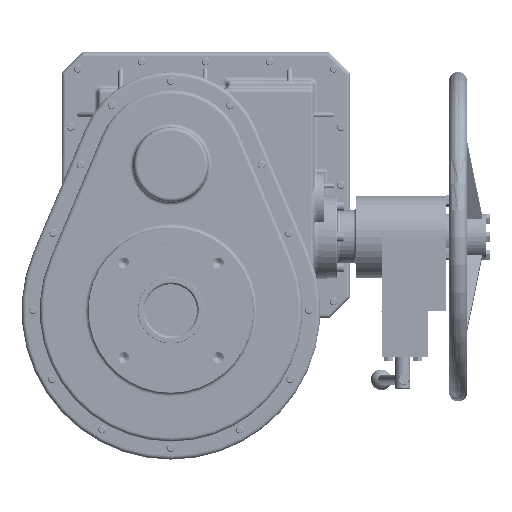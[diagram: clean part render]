
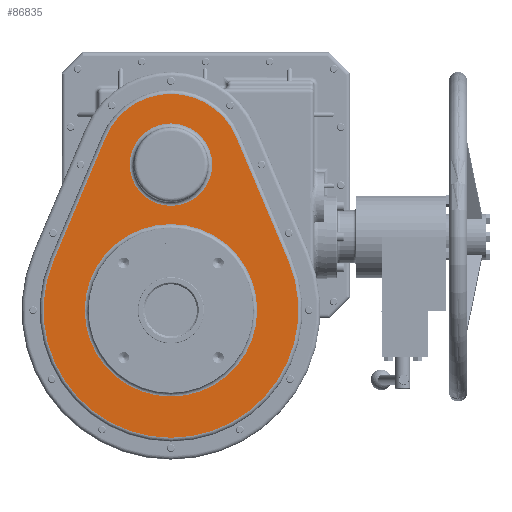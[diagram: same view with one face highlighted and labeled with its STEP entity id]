
A CAD part, front view. The second image highlights one B-rep face of the part: STEP entity #86835.
In plain terms, the highlighted planar face has unit normal (0, -1, 0).
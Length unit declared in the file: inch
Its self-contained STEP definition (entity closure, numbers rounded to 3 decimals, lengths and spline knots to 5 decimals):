
#318 = VECTOR ( 'NONE', #37728, 39.37008 ) ;
#334 = EDGE_CURVE ( 'NONE', #100549, #69123, #100411, .T. ) ;
#1918 = EDGE_CURVE ( 'NONE', #114730, #106235, #111880, .T. ) ;
#2415 = CIRCLE ( 'NONE', #35336, 6.1875 ) ;
#3276 = DIRECTION ( 'NONE',  ( 0., 0., 1. ) ) ;
#3851 = CIRCLE ( 'NONE', #17145, 3.4375 ) ;
#4582 = ORIENTED_EDGE ( 'NONE', *, *, #117728, .T. ) ;
#6962 = CARTESIAN_POINT ( 'NONE',  ( 0., -4.43, 0. ) ) ;
#8618 = DIRECTION ( 'NONE',  ( 0., 0., 1. ) ) ;
#10411 = CARTESIAN_POINT ( 'NONE',  ( 3.16688, -4.43, -8.40789 ) ) ;
#16394 = DIRECTION ( 'NONE',  ( 0., 0., 1. ) ) ;
#16690 = CARTESIAN_POINT ( 'NONE',  ( 0., -4.43, 4.1875 ) ) ;
#17145 = AXIS2_PLACEMENT_3D ( 'NONE', #75606, #19236, #85033 ) ;
#19236 = DIRECTION ( 'NONE',  ( 0., -1., 0. ) ) ;
#20658 = ORIENTED_EDGE ( 'NONE', *, *, #1918, .T. ) ;
#21332 = AXIS2_PLACEMENT_3D ( 'NONE', #45455, #111351, #54948 ) ;
#21868 = CARTESIAN_POINT ( 'NONE',  ( 0., -4.43, 0. ) ) ;
#22318 = CARTESIAN_POINT ( 'NONE',  ( 0., -4.43, -4.1875 ) ) ;
#23193 = FACE_OUTER_BOUND ( 'NONE', #59475, .T. ) ;
#27221 = EDGE_CURVE ( 'NONE', #90042, #100549, #54548, .T. ) ;
#31277 = DIRECTION ( 'NONE',  ( 0., 0., 1. ) ) ;
#31454 = CARTESIAN_POINT ( 'NONE',  ( 0., -4.43, 0. ) ) ;
#31896 = CARTESIAN_POINT ( 'NONE',  ( -3.16688, -4.43, -8.40789 ) ) ;
#32300 = CIRCLE ( 'NONE', #74521, 4.1875 ) ;
#33058 = CIRCLE ( 'NONE', #73430, 4.1875 ) ;
#35336 = AXIS2_PLACEMENT_3D ( 'NONE', #103495, #47101, #112969 ) ;
#35686 = PLANE ( 'NONE',  #55500 ) ;
#37728 = DIRECTION ( 'NONE',  ( 0.389, 0., -0.921 ) ) ;
#38155 = VERTEX_POINT ( 'NONE', #22318 ) ;
#38600 = EDGE_CURVE ( 'NONE', #55311, #89948, #86908, .T. ) ;
#40329 = ORIENTED_EDGE ( 'NONE', *, *, #101474, .T. ) ;
#40813 = VERTEX_POINT ( 'NONE', #16690 ) ;
#40894 = DIRECTION ( 'NONE',  ( 0., 0., 1. ) ) ;
#42767 = ORIENTED_EDGE ( 'NONE', *, *, #334, .T. ) ;
#45194 = FACE_BOUND ( 'NONE', #74909, .T. ) ;
#45429 = ORIENTED_EDGE ( 'NONE', *, *, #27221, .T. ) ;
#45455 = CARTESIAN_POINT ( 'NONE',  ( 0., -4.43, -7.071 ) ) ;
#46314 = CIRCLE ( 'NONE', #21332, 2. ) ;
#47101 = DIRECTION ( 'NONE',  ( 0., -1., 0. ) ) ;
#51101 = FACE_BOUND ( 'NONE', #103725, .T. ) ;
#54548 = CIRCLE ( 'NONE', #56874, 6.1875 ) ;
#54948 = DIRECTION ( 'NONE',  ( 0., 0., 1. ) ) ;
#55311 = VERTEX_POINT ( 'NONE', #95284 ) ;
#55416 = AXIS2_PLACEMENT_3D ( 'NONE', #115963, #59567, #3276 ) ;
#55500 = AXIS2_PLACEMENT_3D ( 'NONE', #92920, #64909, #8618 ) ;
#56874 = AXIS2_PLACEMENT_3D ( 'NONE', #6962, #72755, #16394 ) ;
#57978 = EDGE_CURVE ( 'NONE', #38155, #40813, #33058, .T. ) ;
#59475 = EDGE_LOOP ( 'NONE', ( #91498, #45429, #42767, #83777, #20658 ) ) ;
#59567 = DIRECTION ( 'NONE',  ( 0., 1., 0. ) ) ;
#60415 = CARTESIAN_POINT ( 'NONE',  ( 0., -4.43, 6.1875 ) ) ;
#61779 = VECTOR ( 'NONE', #72802, 39.37008 ) ;
#64909 = DIRECTION ( 'NONE',  ( 0., 1., 0. ) ) ;
#66674 = ORIENTED_EDGE ( 'NONE', *, *, #38600, .T. ) ;
#67867 = CARTESIAN_POINT ( 'NONE',  ( 0., -4.43, -9.071 ) ) ;
#69123 = VERTEX_POINT ( 'NONE', #31896 ) ;
#72755 = DIRECTION ( 'NONE',  ( 0., -1., 0. ) ) ;
#72802 = DIRECTION ( 'NONE',  ( 0.389, 0., 0.921 ) ) ;
#73430 = AXIS2_PLACEMENT_3D ( 'NONE', #31454, #97311, #40894 ) ;
#74521 = AXIS2_PLACEMENT_3D ( 'NONE', #21868, #87718, #31277 ) ;
#74909 = EDGE_LOOP ( 'NONE', ( #4582, #76489 ) ) ;
#75606 = CARTESIAN_POINT ( 'NONE',  ( 0., -4.43, -7.071 ) ) ;
#76489 = ORIENTED_EDGE ( 'NONE', *, *, #57978, .T. ) ;
#80904 = EDGE_CURVE ( 'NONE', #69123, #114730, #3851, .T. ) ;
#83573 = CARTESIAN_POINT ( 'NONE',  ( -5.70039, -4.43, -2.4064 ) ) ;
#83777 = ORIENTED_EDGE ( 'NONE', *, *, #80904, .T. ) ;
#85033 = DIRECTION ( 'NONE',  ( 0., 0., 1. ) ) ;
#86835 = ADVANCED_FACE ( 'NONE', ( #45194, #51101, #23193 ), #35686, .F. ) ;
#86908 = CIRCLE ( 'NONE', #55416, 2. ) ;
#87718 = DIRECTION ( 'NONE',  ( 0., 1., 0. ) ) ;
#89948 = VERTEX_POINT ( 'NONE', #67867 ) ;
#90042 = VERTEX_POINT ( 'NONE', #60415 ) ;
#91310 = CARTESIAN_POINT ( 'NONE',  ( 3.16688, -4.43, -8.40789 ) ) ;
#91498 = ORIENTED_EDGE ( 'NONE', *, *, #100004, .T. ) ;
#92920 = CARTESIAN_POINT ( 'NONE',  ( 0., -4.43, -7.071 ) ) ;
#95284 = CARTESIAN_POINT ( 'NONE',  ( 0., -4.43, -5.071 ) ) ;
#97311 = DIRECTION ( 'NONE',  ( 0., 1., 0. ) ) ;
#100004 = EDGE_CURVE ( 'NONE', #106235, #90042, #2415, .T. ) ;
#100411 = LINE ( 'NONE', #103567, #318 ) ;
#100549 = VERTEX_POINT ( 'NONE', #83573 ) ;
#101474 = EDGE_CURVE ( 'NONE', #89948, #55311, #46314, .T. ) ;
#103495 = CARTESIAN_POINT ( 'NONE',  ( 0., -4.43, 0. ) ) ;
#103567 = CARTESIAN_POINT ( 'NONE',  ( -3.16688, -4.43, -8.40789 ) ) ;
#103725 = EDGE_LOOP ( 'NONE', ( #66674, #40329 ) ) ;
#106235 = VERTEX_POINT ( 'NONE', #120882 ) ;
#111351 = DIRECTION ( 'NONE',  ( 0., 1., 0. ) ) ;
#111880 = LINE ( 'NONE', #91310, #61779 ) ;
#112969 = DIRECTION ( 'NONE',  ( 0., 0., 1. ) ) ;
#114730 = VERTEX_POINT ( 'NONE', #10411 ) ;
#115963 = CARTESIAN_POINT ( 'NONE',  ( 0., -4.43, -7.071 ) ) ;
#117728 = EDGE_CURVE ( 'NONE', #40813, #38155, #32300, .T. ) ;
#120882 = CARTESIAN_POINT ( 'NONE',  ( 5.70039, -4.43, -2.4064 ) ) ;
